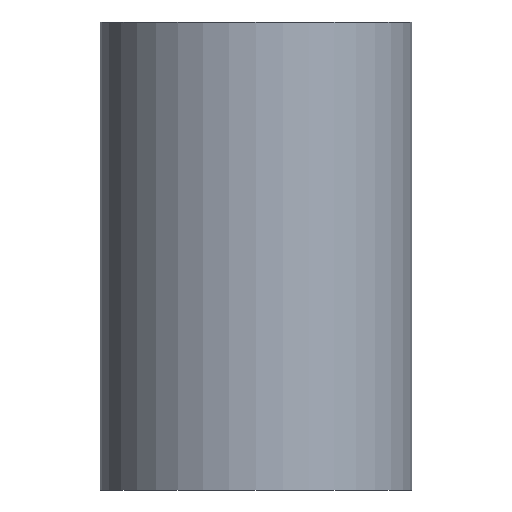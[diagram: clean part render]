
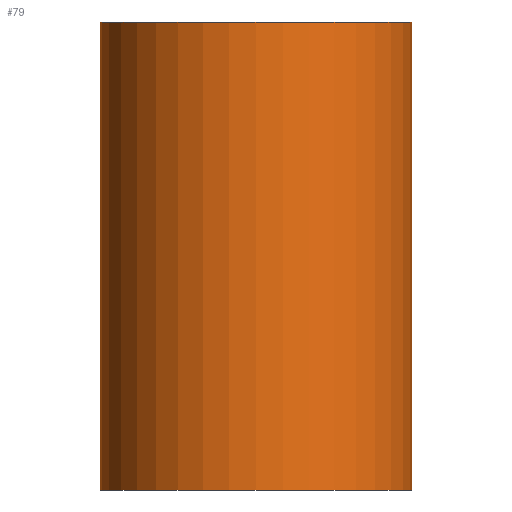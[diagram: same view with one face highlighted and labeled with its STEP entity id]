
A CAD part, front view. The second image highlights one B-rep face of the part: STEP entity #79.
In plain terms, the highlighted cylindrical face has radius 20 mm (diameter 40 mm), a partial arc.
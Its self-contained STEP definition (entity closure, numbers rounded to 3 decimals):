
#19=B_SPLINE_CURVE_WITH_KNOTS('',1,(#548,#549),.UNSPECIFIED.,.F.,.F.,(2,
2),(0.,60.),.UNSPECIFIED.);
#40=B_SPLINE_CURVE_WITH_KNOTS('',1,(#620,#621),.UNSPECIFIED.,.F.,.F.,(2,
2),(0.,60.),.UNSPECIFIED.);
#47=TRIMMED_CURVE($,#55,(#623),(#624),.T.,.CARTESIAN.);
#48=TRIMMED_CURVE($,#56,(#626),(#627),.T.,.CARTESIAN.);
#55=CIRCLE('',#416,20.);
#56=CIRCLE('',#417,20.);
#79=ADVANCED_FACE('',(#97),#303,.T.);
#97=FACE_OUTER_BOUND('',#121,.T.);
#121=EDGE_LOOP('',(#202,#203,#204,#205));
#202=ORIENTED_EDGE('',*,*,#246,.T.);
#203=ORIENTED_EDGE('',*,*,#218,.T.);
#204=ORIENTED_EDGE('',*,*,#247,.F.);
#205=ORIENTED_EDGE('',*,*,#245,.F.);
#218=EDGE_CURVE('',#264,#267,#19,.T.);
#245=EDGE_CURVE('',#284,#285,#40,.T.);
#246=EDGE_CURVE('',#284,#264,#47,.T.);
#247=EDGE_CURVE('',#285,#267,#48,.T.);
#264=VERTEX_POINT('',#506);
#267=VERTEX_POINT('',#509);
#284=VERTEX_POINT('',#526);
#285=VERTEX_POINT('',#527);
#303=CYLINDRICAL_SURFACE('',#409,20.);
#409=AXIS2_PLACEMENT_3D('',#503,#438,$);
#416=AXIS2_PLACEMENT_3D($,#622,#451,#452);
#417=AXIS2_PLACEMENT_3D($,#625,#453,#454);
#438=DIRECTION('',(0.,0.,1.));
#451=DIRECTION('',(0.,0.,1.));
#452=DIRECTION('',(-1.,0.,0.));
#453=DIRECTION('',(0.,0.,1.));
#454=DIRECTION('',(-1.,0.,0.));
#503=CARTESIAN_POINT('',(-0.633,438.596,0.));
#506=CARTESIAN_POINT('',(19.367,438.596,-30.));
#509=CARTESIAN_POINT('',(19.367,438.596,30.));
#526=CARTESIAN_POINT('',(-20.633,438.596,-30.));
#527=CARTESIAN_POINT('',(-20.633,438.596,30.));
#548=CARTESIAN_POINT('',(19.367,438.596,-30.));
#549=CARTESIAN_POINT('',(19.367,438.596,30.));
#620=CARTESIAN_POINT('',(-20.633,438.596,-30.));
#621=CARTESIAN_POINT('',(-20.633,438.596,30.));
#622=CARTESIAN_POINT('',(-0.633,438.596,-30.));
#623=CARTESIAN_POINT('',(-20.633,438.596,-30.));
#624=CARTESIAN_POINT('',(19.367,438.596,-30.));
#625=CARTESIAN_POINT('',(-0.633,438.596,30.));
#626=CARTESIAN_POINT('',(-20.633,438.596,30.));
#627=CARTESIAN_POINT('',(19.367,438.596,30.));
